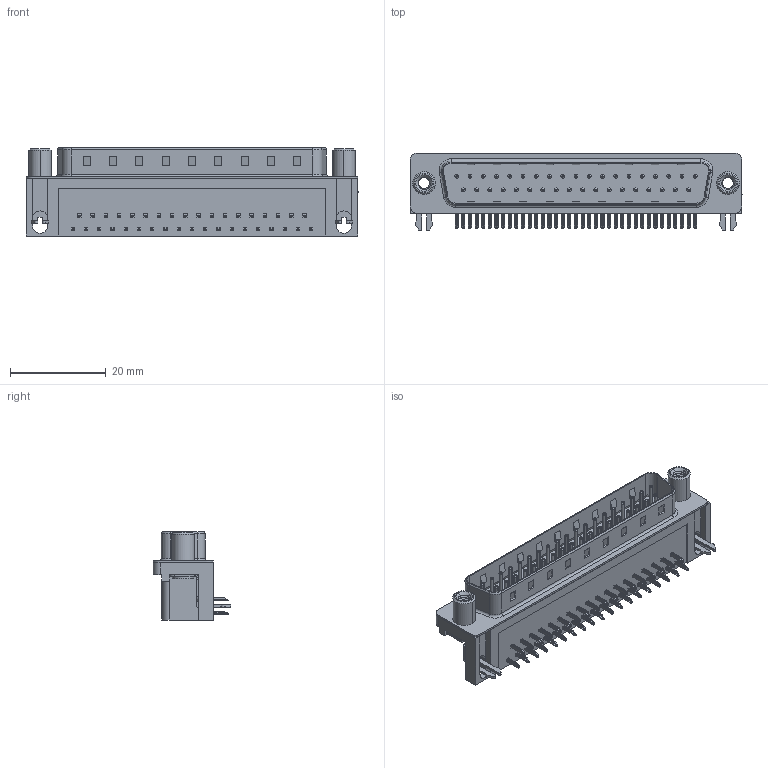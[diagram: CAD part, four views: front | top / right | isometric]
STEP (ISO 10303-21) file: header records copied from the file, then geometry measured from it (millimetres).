
FILE_DESCRIPTION (( 'STEP AP203' ), '1' );
FILE_NAME ('621-037-360-030.STEP', '2019-11-19T08:48:01', ( '' ), ( '' ), 'SwSTEP 2.0', 'SolidWorks 2016', '' );
FILE_SCHEMA (( 'CONFIG_CONTROL_DESIGN' ));
Length unit declared in the file: millimetre
Products named in the file (7): 621 Contact Top; 621-037-360-030; 621 Contact Bottom; 621 Shell_37 Socket; 621 2 Prong Board Lock; 621 Housing_37 Socket; 621 Round Threaded Standoff
Assembly tree (43 placements, depth 2):
  621-037-360-030
    621 Housing_37 Socket
    621 Shell_37 Socket
    621 Contact Bottom  x18
    621 Contact Top  x19
    621 2 Prong Board Lock  x2
    621 Round Threaded Standoff  x2
Bounding box: 69.4 x 16.25 x 18.4 mm (x, y, z)
Volume: 8710.8 mm3; surface area: 10299.1 mm2
Topology: 43 solids, 43 shells, 3233 faces, 8025 edges, 4957 vertices
Faces by surface type: plane 2037, cylinder 931, torus 237, bspline 16, cone 12
Entity records: 27577 total; most frequent: CARTESIAN_POINT 6128, DIRECTION 4112, ORIENTED_EDGE 4014, EDGE_CURVE 2007, VECTOR 1454, LINE 1454, AXIS2_PLACEMENT_3D 1329, VERTEX_POINT 1297
